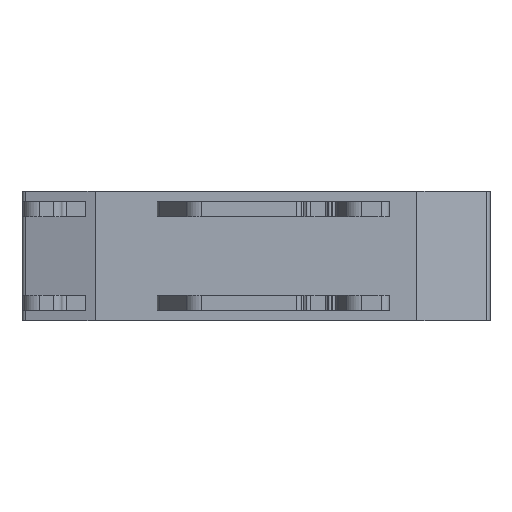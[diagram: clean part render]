
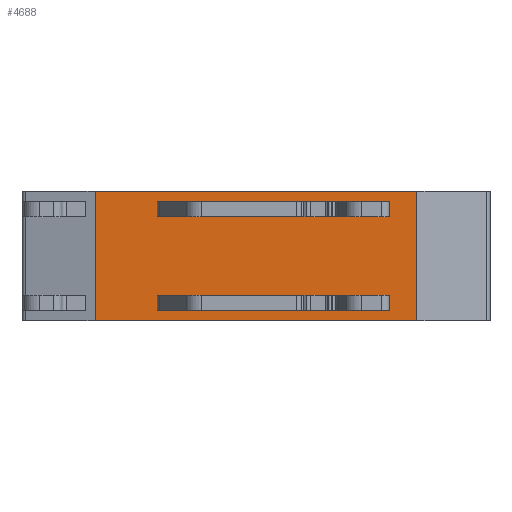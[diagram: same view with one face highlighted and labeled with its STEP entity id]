
A CAD part, front view. The second image highlights one B-rep face of the part: STEP entity #4688.
In plain terms, the highlighted planar face has unit normal (0, -1, 0).
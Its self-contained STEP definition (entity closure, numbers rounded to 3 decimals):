
#48=DIRECTION('',(1.,0.,0.));
#49=VECTOR('',#48,37.833);
#50=CARTESIAN_POINT('',(-18.916,0.,-7.6));
#51=LINE('',#50,#49);
#620=DIRECTION('',(1.,0.,0.));
#621=VECTOR('',#620,37.833);
#622=CARTESIAN_POINT('',(-18.916,0.,7.6));
#623=LINE('',#622,#621);
#924=DIRECTION('',(0.,0.,1.));
#925=VECTOR('',#924,15.2);
#926=CARTESIAN_POINT('',(18.916,0.,-7.6));
#927=LINE('',#926,#925);
#928=DIRECTION('',(0.,0.,1.));
#929=VECTOR('',#928,15.2);
#930=CARTESIAN_POINT('',(-18.916,0.,-7.6));
#931=LINE('',#930,#929);
#932=DIRECTION('',(-1.,0.,0.));
#933=VECTOR('',#932,8.651);
#934=CARTESIAN_POINT('',(-2.949,0.,6.4));
#935=LINE('',#934,#933);
#936=DIRECTION('',(0.,0.,-1.));
#937=VECTOR('',#936,1.8);
#938=CARTESIAN_POINT('',(-11.601,0.,6.4));
#939=LINE('',#938,#937);
#940=DIRECTION('',(1.,0.,0.));
#941=VECTOR('',#940,8.651);
#942=CARTESIAN_POINT('',(-11.601,0.,4.6));
#943=LINE('',#942,#941);
#944=DIRECTION('',(0.,0.,1.));
#945=VECTOR('',#944,1.8);
#946=CARTESIAN_POINT('',(-2.949,0.,4.6));
#947=LINE('',#946,#945);
#948=DIRECTION('',(-1.,0.,0.));
#949=VECTOR('',#948,15.551);
#950=CARTESIAN_POINT('',(15.7,0.,6.4));
#951=LINE('',#950,#949);
#952=DIRECTION('',(0.,0.,1.));
#953=VECTOR('',#952,1.8);
#954=CARTESIAN_POINT('',(0.149,0.,4.6));
#955=LINE('',#954,#953);
#956=DIRECTION('',(1.,0.,0.));
#957=VECTOR('',#956,15.551);
#958=CARTESIAN_POINT('',(0.149,0.,4.6));
#959=LINE('',#958,#957);
#960=DIRECTION('',(0.,0.,-1.));
#961=VECTOR('',#960,1.8);
#962=CARTESIAN_POINT('',(15.7,0.,6.4));
#963=LINE('',#962,#961);
#964=DIRECTION('',(1.,0.,0.));
#965=VECTOR('',#964,8.651);
#966=CARTESIAN_POINT('',(-11.601,0.,-6.4));
#967=LINE('',#966,#965);
#968=DIRECTION('',(0.,0.,1.));
#969=VECTOR('',#968,1.8);
#970=CARTESIAN_POINT('',(-2.949,0.,-6.4));
#971=LINE('',#970,#969);
#972=DIRECTION('',(1.,0.,0.));
#973=VECTOR('',#972,8.651);
#974=CARTESIAN_POINT('',(-11.601,0.,-4.6));
#975=LINE('',#974,#973);
#976=DIRECTION('',(0.,0.,-1.));
#977=VECTOR('',#976,1.8);
#978=CARTESIAN_POINT('',(-11.601,0.,-4.6));
#979=LINE('',#978,#977);
#980=DIRECTION('',(1.,0.,0.));
#981=VECTOR('',#980,15.551);
#982=CARTESIAN_POINT('',(0.149,0.,-6.4));
#983=LINE('',#982,#981);
#984=DIRECTION('',(0.,0.,-1.));
#985=VECTOR('',#984,1.8);
#986=CARTESIAN_POINT('',(15.7,0.,-4.6));
#987=LINE('',#986,#985);
#988=DIRECTION('',(1.,0.,0.));
#989=VECTOR('',#988,15.551);
#990=CARTESIAN_POINT('',(0.149,0.,-4.6));
#991=LINE('',#990,#989);
#992=DIRECTION('',(0.,0.,1.));
#993=VECTOR('',#992,1.8);
#994=CARTESIAN_POINT('',(0.149,0.,-6.4));
#995=LINE('',#994,#993);
#2644=CARTESIAN_POINT('',(-18.916,0.,-7.6));
#2645=VERTEX_POINT('',#2644);
#2646=CARTESIAN_POINT('',(18.916,0.,-7.6));
#2647=VERTEX_POINT('',#2646);
#2772=CARTESIAN_POINT('',(-18.916,0.,7.6));
#2773=VERTEX_POINT('',#2772);
#2774=CARTESIAN_POINT('',(18.916,0.,7.6));
#2775=VERTEX_POINT('',#2774);
#3176=CARTESIAN_POINT('',(-2.949,0.,6.4));
#3177=CARTESIAN_POINT('',(-11.601,0.,6.4));
#3178=VERTEX_POINT('',#3176);
#3179=VERTEX_POINT('',#3177);
#3180=CARTESIAN_POINT('',(15.7,0.,6.4));
#3181=CARTESIAN_POINT('',(0.149,0.,6.4));
#3182=VERTEX_POINT('',#3180);
#3183=VERTEX_POINT('',#3181);
#3184=CARTESIAN_POINT('',(15.7,0.,4.6));
#3185=VERTEX_POINT('',#3184);
#3186=CARTESIAN_POINT('',(0.149,0.,4.6));
#3187=VERTEX_POINT('',#3186);
#3188=CARTESIAN_POINT('',(-2.949,0.,4.6));
#3189=VERTEX_POINT('',#3188);
#3190=CARTESIAN_POINT('',(-11.601,0.,4.6));
#3191=VERTEX_POINT('',#3190);
#3422=CARTESIAN_POINT('',(15.7,0.,-6.4));
#3423=VERTEX_POINT('',#3422);
#3424=CARTESIAN_POINT('',(0.149,0.,-6.4));
#3425=VERTEX_POINT('',#3424);
#3426=CARTESIAN_POINT('',(-2.949,0.,-6.4));
#3427=VERTEX_POINT('',#3426);
#3428=CARTESIAN_POINT('',(-11.601,0.,-6.4));
#3429=VERTEX_POINT('',#3428);
#3434=CARTESIAN_POINT('',(15.7,0.,-4.6));
#3435=VERTEX_POINT('',#3434);
#3436=CARTESIAN_POINT('',(0.149,0.,-4.6));
#3437=VERTEX_POINT('',#3436);
#3438=CARTESIAN_POINT('',(-2.949,0.,-4.6));
#3439=VERTEX_POINT('',#3438);
#3440=CARTESIAN_POINT('',(-11.601,0.,-4.6));
#3441=VERTEX_POINT('',#3440);
#4636=CARTESIAN_POINT('',(-18.916,0.,-7.6));
#4637=DIRECTION('',(0.,-1.,0.));
#4638=DIRECTION('',(1.,0.,0.));
#4639=AXIS2_PLACEMENT_3D('',#4636,#4637,#4638);
#4640=PLANE('',#4639);
#4641=ORIENTED_EDGE('',*,*,#3461,.F.);
#4643=ORIENTED_EDGE('',*,*,#4642,.T.);
#4644=ORIENTED_EDGE('',*,*,#3839,.T.);
#4645=ORIENTED_EDGE('',*,*,#4629,.F.);
#4646=EDGE_LOOP('',(#4641,#4643,#4644,#4645));
#4647=FACE_OUTER_BOUND('',#4646,.F.);
#4649=ORIENTED_EDGE('',*,*,#4648,.T.);
#4651=ORIENTED_EDGE('',*,*,#4650,.T.);
#4653=ORIENTED_EDGE('',*,*,#4652,.T.);
#4655=ORIENTED_EDGE('',*,*,#4654,.T.);
#4656=EDGE_LOOP('',(#4649,#4651,#4653,#4655));
#4657=FACE_BOUND('',#4656,.F.);
#4659=ORIENTED_EDGE('',*,*,#4658,.T.);
#4661=ORIENTED_EDGE('',*,*,#4660,.F.);
#4663=ORIENTED_EDGE('',*,*,#4662,.T.);
#4665=ORIENTED_EDGE('',*,*,#4664,.F.);
#4666=EDGE_LOOP('',(#4659,#4661,#4663,#4665));
#4667=FACE_BOUND('',#4666,.F.);
#4669=ORIENTED_EDGE('',*,*,#4668,.T.);
#4671=ORIENTED_EDGE('',*,*,#4670,.T.);
#4673=ORIENTED_EDGE('',*,*,#4672,.F.);
#4675=ORIENTED_EDGE('',*,*,#4674,.T.);
#4676=EDGE_LOOP('',(#4669,#4671,#4673,#4675));
#4677=FACE_BOUND('',#4676,.F.);
#4679=ORIENTED_EDGE('',*,*,#4678,.T.);
#4681=ORIENTED_EDGE('',*,*,#4680,.F.);
#4683=ORIENTED_EDGE('',*,*,#4682,.F.);
#4685=ORIENTED_EDGE('',*,*,#4684,.F.);
#4686=EDGE_LOOP('',(#4679,#4681,#4683,#4685));
#4687=FACE_BOUND('',#4686,.F.);
#3461=EDGE_CURVE('',#2645,#2647,#51,.T.);
#3839=EDGE_CURVE('',#2773,#2775,#623,.T.);
#4629=EDGE_CURVE('',#2647,#2775,#927,.T.);
#4642=EDGE_CURVE('',#2645,#2773,#931,.T.);
#4648=EDGE_CURVE('',#3178,#3179,#935,.T.);
#4650=EDGE_CURVE('',#3179,#3191,#939,.T.);
#4652=EDGE_CURVE('',#3191,#3189,#943,.T.);
#4654=EDGE_CURVE('',#3189,#3178,#947,.T.);
#4658=EDGE_CURVE('',#3182,#3183,#951,.T.);
#4660=EDGE_CURVE('',#3187,#3183,#955,.T.);
#4662=EDGE_CURVE('',#3187,#3185,#959,.T.);
#4664=EDGE_CURVE('',#3182,#3185,#963,.T.);
#4668=EDGE_CURVE('',#3429,#3427,#967,.T.);
#4670=EDGE_CURVE('',#3427,#3439,#971,.T.);
#4672=EDGE_CURVE('',#3441,#3439,#975,.T.);
#4674=EDGE_CURVE('',#3441,#3429,#979,.T.);
#4678=EDGE_CURVE('',#3425,#3423,#983,.T.);
#4680=EDGE_CURVE('',#3435,#3423,#987,.T.);
#4682=EDGE_CURVE('',#3437,#3435,#991,.T.);
#4684=EDGE_CURVE('',#3425,#3437,#995,.T.);
#4688=ADVANCED_FACE('',(#4647,#4657,#4667,#4677,#4687),#4640,.T.);
